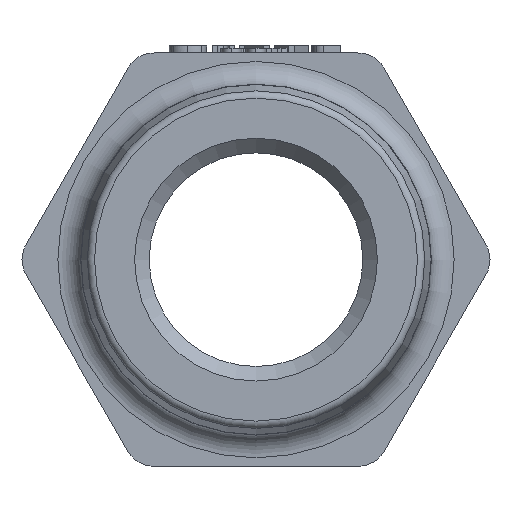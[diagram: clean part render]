
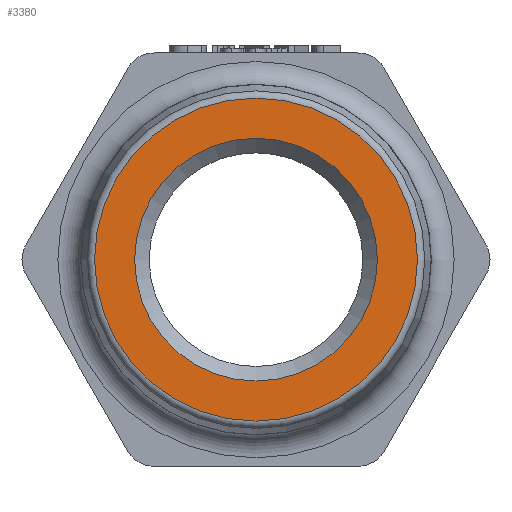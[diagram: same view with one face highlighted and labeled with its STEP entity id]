
A CAD part, left-side view. The second image highlights one B-rep face of the part: STEP entity #3380.
In plain terms, the highlighted planar face has unit normal (-1, 0, 0).
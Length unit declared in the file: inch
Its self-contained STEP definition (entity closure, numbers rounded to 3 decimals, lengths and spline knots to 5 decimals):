
#886=FACE_BOUND($,#1143,.T.);
#887=FACE_BOUND($,#1144,.T.);
#1143=EDGE_LOOP($,(#2295));
#1144=EDGE_LOOP($,(#2296));
#1387=CIRCLE($,#3607,0.66503);
#1388=CIRCLE($,#3609,0.5);
#1446=VERTEX_POINT($,#4488);
#1447=VERTEX_POINT($,#4491);
#1783=EDGE_CURVE($,#1446,#1446,#1387,.T.);
#1784=EDGE_CURVE($,#1447,#1447,#1388,.T.);
#2295=ORIENTED_EDGE($,*,*,#1784,.T.);
#2296=ORIENTED_EDGE($,*,*,#1783,.F.);
#3274=PLANE($,#3608);
#3380=ADVANCED_FACE($,(#886,#887),#3274,.T.);
#3607=AXIS2_PLACEMENT_3D($,#4489,#3824,#3825);
#3608=AXIS2_PLACEMENT_3D($,#4490,#3826,#3827);
#3609=AXIS2_PLACEMENT_3D($,#4492,#3828,#3829);
#3824=DIRECTION('center_axis',(1.,0.,0.));
#3825=DIRECTION('ref_axis',(0.,-1.,0.));
#3826=DIRECTION('center_axis',(-1.,0.,0.));
#3827=DIRECTION('ref_axis',(0.,0.,1.));
#3828=DIRECTION('center_axis',(1.,0.,0.));
#3829=DIRECTION('ref_axis',(0.,1.,0.));
#4488=CARTESIAN_POINT('',(-2.44,0.66503,0.));
#4489=CARTESIAN_POINT('Origin',(-2.44,0.,0.));
#4490=CARTESIAN_POINT('Origin',(-2.44,0.5945,0.));
#4491=CARTESIAN_POINT('',(-2.44,0.5,0.));
#4492=CARTESIAN_POINT('Origin',(-2.44,0.,0.));
